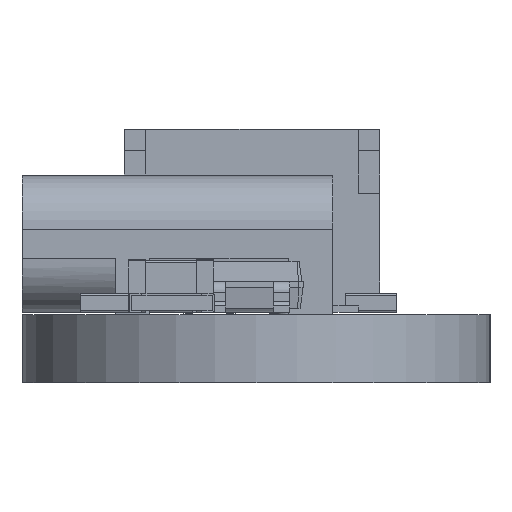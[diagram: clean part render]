
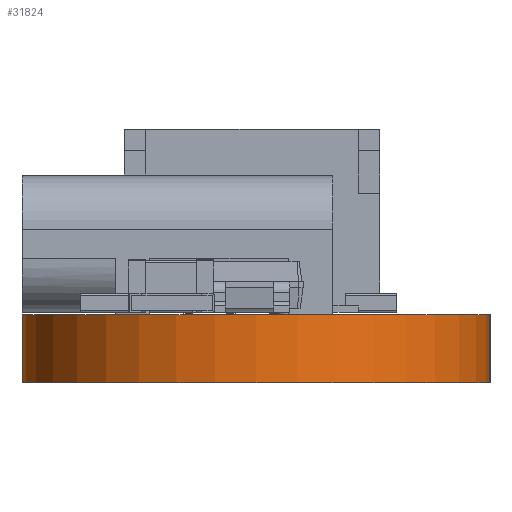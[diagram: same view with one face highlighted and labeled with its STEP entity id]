
A CAD part, left-side view. The second image highlights one B-rep face of the part: STEP entity #31824.
In plain terms, the highlighted cylindrical face has radius 5.5 mm (diameter 11 mm), a partial arc.
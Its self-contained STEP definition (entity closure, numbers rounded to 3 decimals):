
#30349 = PLANE('',#30350);
#30350 = AXIS2_PLACEMENT_3D('',#30351,#30352,#30353);
#30351 = CARTESIAN_POINT('',(0.,0.,1.6)
  );
#30352 = DIRECTION('',(0.,0.,1.));
#30353 = DIRECTION('',(1.,0.,-0.));
#30377 = PLANE('',#30378);
#30378 = AXIS2_PLACEMENT_3D('',#30379,#30380,#30381);
#30379 = CARTESIAN_POINT('',(0.,5.5,0.));
#30380 = DIRECTION('',(0.,-1.,0.));
#30381 = DIRECTION('',(-1.,0.,0.));
#30403 = PLANE('',#30404);
#30404 = AXIS2_PLACEMENT_3D('',#30405,#30406,#30407);
#30405 = CARTESIAN_POINT('',(0.,0.,0.));
#30406 = DIRECTION('',(0.,0.,1.));
#30407 = DIRECTION('',(1.,0.,-0.));
#30498 = VERTEX_POINT('',#30499);
#30499 = CARTESIAN_POINT('',(-15.5,5.5,1.6));
#30520 = EDGE_CURVE('',#30521,#30498,#30523,.T.);
#30521 = VERTEX_POINT('',#30522);
#30522 = CARTESIAN_POINT('',(-15.5,5.5,0.));
#30523 = SURFACE_CURVE('',#30524,(#30528,#30535),.PCURVE_S1.);
#30524 = LINE('',#30525,#30526);
#30525 = CARTESIAN_POINT('',(-15.5,5.5,0.));
#30526 = VECTOR('',#30527,1.);
#30527 = DIRECTION('',(0.,0.,1.));
#30528 = PCURVE('',#30377,#30529);
#30529 = DEFINITIONAL_REPRESENTATION('',(#30530),#30534);
#30530 = LINE('',#30531,#30532);
#30531 = CARTESIAN_POINT('',(15.5,0.));
#30532 = VECTOR('',#30533,1.);
#30533 = DIRECTION('',(0.,-1.));
#30534 = ( GEOMETRIC_REPRESENTATION_CONTEXT(2) 
PARAMETRIC_REPRESENTATION_CONTEXT() REPRESENTATION_CONTEXT('2D SPACE',''
  ) );
#30535 = PCURVE('',#30536,#30541);
#30536 = CYLINDRICAL_SURFACE('',#30537,5.5);
#30537 = AXIS2_PLACEMENT_3D('',#30538,#30539,#30540);
#30538 = CARTESIAN_POINT('',(-15.5,-0.,0.));
#30539 = DIRECTION('',(-0.,-0.,-1.));
#30540 = DIRECTION('',(1.,0.,-0.));
#30541 = DEFINITIONAL_REPRESENTATION('',(#30542),#30546);
#30542 = LINE('',#30543,#30544);
#30543 = CARTESIAN_POINT('',(-1.571,0.));
#30544 = VECTOR('',#30545,1.);
#30545 = DIRECTION('',(-0.,-1.));
#30546 = ( GEOMETRIC_REPRESENTATION_CONTEXT(2) 
PARAMETRIC_REPRESENTATION_CONTEXT() REPRESENTATION_CONTEXT('2D SPACE',''
  ) );
#30574 = EDGE_CURVE('',#30521,#30575,#30577,.T.);
#30575 = VERTEX_POINT('',#30576);
#30576 = CARTESIAN_POINT('',(-15.5,-5.5,0.));
#30577 = SURFACE_CURVE('',#30578,(#30583,#30590),.PCURVE_S1.);
#30578 = CIRCLE('',#30579,5.5);
#30579 = AXIS2_PLACEMENT_3D('',#30580,#30581,#30582);
#30580 = CARTESIAN_POINT('',(-15.5,-0.,0.));
#30581 = DIRECTION('',(0.,0.,1.));
#30582 = DIRECTION('',(1.,0.,-0.));
#30583 = PCURVE('',#30403,#30584);
#30584 = DEFINITIONAL_REPRESENTATION('',(#30585),#30589);
#30585 = CIRCLE('',#30586,5.5);
#30586 = AXIS2_PLACEMENT_2D('',#30587,#30588);
#30587 = CARTESIAN_POINT('',(-15.5,0.));
#30588 = DIRECTION('',(1.,0.));
#30589 = ( GEOMETRIC_REPRESENTATION_CONTEXT(2) 
PARAMETRIC_REPRESENTATION_CONTEXT() REPRESENTATION_CONTEXT('2D SPACE',''
  ) );
#30590 = PCURVE('',#30536,#30591);
#30591 = DEFINITIONAL_REPRESENTATION('',(#30592),#30596);
#30592 = LINE('',#30593,#30594);
#30593 = CARTESIAN_POINT('',(-0.,0.));
#30594 = VECTOR('',#30595,1.);
#30595 = DIRECTION('',(-1.,0.));
#30596 = ( GEOMETRIC_REPRESENTATION_CONTEXT(2) 
PARAMETRIC_REPRESENTATION_CONTEXT() REPRESENTATION_CONTEXT('2D SPACE',''
  ) );
#30614 = PLANE('',#30615);
#30615 = AXIS2_PLACEMENT_3D('',#30616,#30617,#30618);
#30616 = CARTESIAN_POINT('',(-15.5,-5.5,0.));
#30617 = DIRECTION('',(0.,1.,0.));
#30618 = DIRECTION('',(1.,0.,0.));
#31241 = EDGE_CURVE('',#30498,#31242,#31244,.T.);
#31242 = VERTEX_POINT('',#31243);
#31243 = CARTESIAN_POINT('',(-15.5,-5.5,1.6));
#31244 = SURFACE_CURVE('',#31245,(#31250,#31257),.PCURVE_S1.);
#31245 = CIRCLE('',#31246,5.5);
#31246 = AXIS2_PLACEMENT_3D('',#31247,#31248,#31249);
#31247 = CARTESIAN_POINT('',(-15.5,0.,1.6));
#31248 = DIRECTION('',(0.,0.,1.));
#31249 = DIRECTION('',(1.,0.,-0.));
#31250 = PCURVE('',#30349,#31251);
#31251 = DEFINITIONAL_REPRESENTATION('',(#31252),#31256);
#31252 = CIRCLE('',#31253,5.5);
#31253 = AXIS2_PLACEMENT_2D('',#31254,#31255);
#31254 = CARTESIAN_POINT('',(-15.5,0.));
#31255 = DIRECTION('',(1.,0.));
#31256 = ( GEOMETRIC_REPRESENTATION_CONTEXT(2) 
PARAMETRIC_REPRESENTATION_CONTEXT() REPRESENTATION_CONTEXT('2D SPACE',''
  ) );
#31257 = PCURVE('',#30536,#31258);
#31258 = DEFINITIONAL_REPRESENTATION('',(#31259),#31263);
#31259 = LINE('',#31260,#31261);
#31260 = CARTESIAN_POINT('',(-0.,-1.6));
#31261 = VECTOR('',#31262,1.);
#31262 = DIRECTION('',(-1.,0.));
#31263 = ( GEOMETRIC_REPRESENTATION_CONTEXT(2) 
PARAMETRIC_REPRESENTATION_CONTEXT() REPRESENTATION_CONTEXT('2D SPACE',''
  ) );
#31824 = ADVANCED_FACE('',(#31825),#30536,.T.);
#31825 = FACE_BOUND('',#31826,.F.);
#31826 = EDGE_LOOP('',(#31827,#31828,#31829,#31850));
#31827 = ORIENTED_EDGE('',*,*,#30520,.T.);
#31828 = ORIENTED_EDGE('',*,*,#31241,.T.);
#31829 = ORIENTED_EDGE('',*,*,#31830,.F.);
#31830 = EDGE_CURVE('',#30575,#31242,#31831,.T.);
#31831 = SURFACE_CURVE('',#31832,(#31836,#31843),.PCURVE_S1.);
#31832 = LINE('',#31833,#31834);
#31833 = CARTESIAN_POINT('',(-15.5,-5.5,0.));
#31834 = VECTOR('',#31835,1.);
#31835 = DIRECTION('',(0.,0.,1.));
#31836 = PCURVE('',#30536,#31837);
#31837 = DEFINITIONAL_REPRESENTATION('',(#31838),#31842);
#31838 = LINE('',#31839,#31840);
#31839 = CARTESIAN_POINT('',(-4.712,0.));
#31840 = VECTOR('',#31841,1.);
#31841 = DIRECTION('',(-0.,-1.));
#31842 = ( GEOMETRIC_REPRESENTATION_CONTEXT(2) 
PARAMETRIC_REPRESENTATION_CONTEXT() REPRESENTATION_CONTEXT('2D SPACE',''
  ) );
#31843 = PCURVE('',#30614,#31844);
#31844 = DEFINITIONAL_REPRESENTATION('',(#31845),#31849);
#31845 = LINE('',#31846,#31847);
#31846 = CARTESIAN_POINT('',(0.,0.));
#31847 = VECTOR('',#31848,1.);
#31848 = DIRECTION('',(0.,-1.));
#31849 = ( GEOMETRIC_REPRESENTATION_CONTEXT(2) 
PARAMETRIC_REPRESENTATION_CONTEXT() REPRESENTATION_CONTEXT('2D SPACE',''
  ) );
#31850 = ORIENTED_EDGE('',*,*,#30574,.F.);
